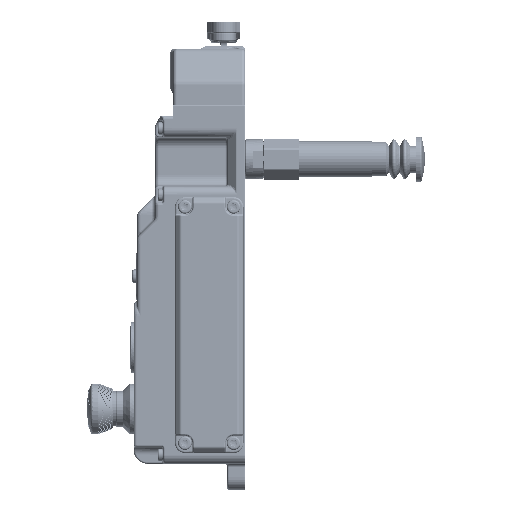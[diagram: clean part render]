
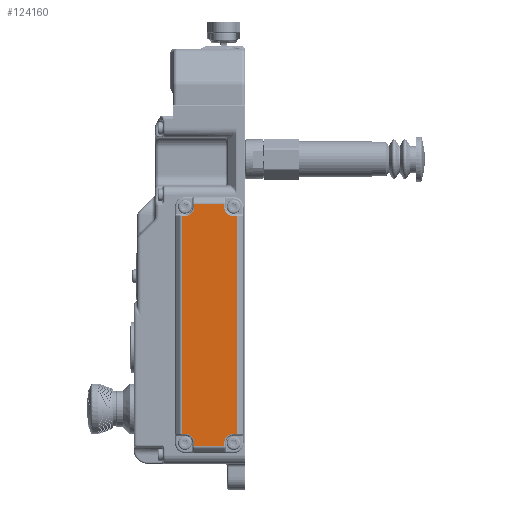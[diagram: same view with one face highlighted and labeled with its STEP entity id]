
A CAD part, left-side view. The second image highlights one B-rep face of the part: STEP entity #124160.
In plain terms, the highlighted face is planar.
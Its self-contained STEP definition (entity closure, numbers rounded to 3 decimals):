
#191 = DIRECTION ( 'NONE',  ( 0., 0., 1. ) ) ;
#900 = EDGE_CURVE ( 'NONE', #57967, #107902, #93195, .T. ) ;
#1221 = ORIENTED_EDGE ( 'NONE', *, *, #108992, .T. ) ;
#1540 = DIRECTION ( 'NONE',  ( 0., 0., 1. ) ) ;
#2104 = CARTESIAN_POINT ( 'NONE',  ( 57.5, 38.253, -2.7 ) ) ;
#2275 = AXIS2_PLACEMENT_3D ( 'NONE', #124273, #31870, #67968 ) ;
#2420 = CARTESIAN_POINT ( 'NONE',  ( 57.5, -92.747, -26.172 ) ) ;
#4238 = CARTESIAN_POINT ( 'NONE',  ( 57.5, 39.924, -19.3 ) ) ;
#5540 = EDGE_CURVE ( 'NONE', #88890, #14653, #140694, .T. ) ;
#7569 = AXIS2_PLACEMENT_3D ( 'NONE', #29523, #52127, #134650 ) ;
#9686 = CARTESIAN_POINT ( 'NONE',  ( 57.5, -94.419, -2.7 ) ) ;
#11309 = CARTESIAN_POINT ( 'NONE',  ( 57.5, -87.547, -24.5 ) ) ;
#11375 = VECTOR ( 'NONE', #83627, 1000. ) ;
#13269 = DIRECTION ( 'NONE',  ( 0., -1., 0. ) ) ;
#13368 = CARTESIAN_POINT ( 'NONE',  ( 57.5, -94.419, -19.3 ) ) ;
#14653 = VERTEX_POINT ( 'NONE', #143154 ) ;
#14664 = AXIS2_PLACEMENT_3D ( 'NONE', #99052, #144821, #42700 ) ;
#16231 = LINE ( 'NONE', #62153, #141466 ) ;
#16396 = LINE ( 'NONE', #25483, #148626 ) ;
#17936 = PLANE ( 'NONE',  #47274 ) ;
#18011 = CARTESIAN_POINT ( 'NONE',  ( 57.5, -87.547, 4.172 ) ) ;
#18366 = LINE ( 'NONE', #52264, #101800 ) ;
#18932 = EDGE_CURVE ( 'NONE', #38795, #57967, #38735, .T. ) ;
#19208 = EDGE_CURVE ( 'NONE', #19447, #123957, #26784, .T. ) ;
#19447 = VERTEX_POINT ( 'NONE', #2104 ) ;
#22587 = CARTESIAN_POINT ( 'NONE',  ( 57.5, -92.747, 2.5 ) ) ;
#25449 = VERTEX_POINT ( 'NONE', #110310 ) ;
#25483 = CARTESIAN_POINT ( 'NONE',  ( 57.5, 39.924, -24.5 ) ) ;
#25742 = VECTOR ( 'NONE', #191, 1000. ) ;
#26784 = CIRCLE ( 'NONE', #7569, 5.2 ) ;
#28041 = EDGE_CURVE ( 'NONE', #115239, #143339, #18366, .T. ) ;
#28838 = VECTOR ( 'NONE', #83150, 1000. ) ;
#29523 = CARTESIAN_POINT ( 'NONE',  ( 57.5, 38.253, 2.5 ) ) ;
#29610 = VECTOR ( 'NONE', #13269, 1000. ) ;
#30719 = CARTESIAN_POINT ( 'NONE',  ( 57.5, -92.747, -2.7 ) ) ;
#30865 = CARTESIAN_POINT ( 'NONE',  ( 57.5, -92.747, -19.3 ) ) ;
#31191 = CARTESIAN_POINT ( 'NONE',  ( 57.5, 39.924, -19.3 ) ) ;
#31645 = ORIENTED_EDGE ( 'NONE', *, *, #76629, .T. ) ;
#31870 = DIRECTION ( 'NONE',  ( -1., 0., 0. ) ) ;
#32058 = ORIENTED_EDGE ( 'NONE', *, *, #43371, .T. ) ;
#32419 = ORIENTED_EDGE ( 'NONE', *, *, #900, .T. ) ;
#37943 = EDGE_CURVE ( 'NONE', #84060, #137483, #117662, .T. ) ;
#38498 = ORIENTED_EDGE ( 'NONE', *, *, #130912, .T. ) ;
#38735 = CIRCLE ( 'NONE', #14664, 5.2 ) ;
#38795 = VERTEX_POINT ( 'NONE', #143575 ) ;
#38863 = CARTESIAN_POINT ( 'NONE',  ( 57.5, 33.053, 4.172 ) ) ;
#40056 = VERTEX_POINT ( 'NONE', #30865 ) ;
#40137 = AXIS2_PLACEMENT_3D ( 'NONE', #22587, #103034, #1540 ) ;
#42700 = DIRECTION ( 'NONE',  ( 0., 0., 1. ) ) ;
#43371 = EDGE_CURVE ( 'NONE', #107902, #25449, #16396, .T. ) ;
#45613 = ORIENTED_EDGE ( 'NONE', *, *, #94031, .T. ) ;
#46671 = EDGE_CURVE ( 'NONE', #63401, #84060, #78746, .T. ) ;
#47274 = AXIS2_PLACEMENT_3D ( 'NONE', #86371, #142711, #74374 ) ;
#47925 = CIRCLE ( 'NONE', #2275, 5.2 ) ;
#49741 = CIRCLE ( 'NONE', #40137, 5.2 ) ;
#50245 = ORIENTED_EDGE ( 'NONE', *, *, #28041, .T. ) ;
#50862 = DIRECTION ( 'NONE',  ( 0., 1., 0. ) ) ;
#52127 = DIRECTION ( 'NONE',  ( -1., 0., 0. ) ) ;
#52264 = CARTESIAN_POINT ( 'NONE',  ( 57.5, -92.747, 4.172 ) ) ;
#52878 = VECTOR ( 'NONE', #105042, 1000. ) ;
#57967 = VERTEX_POINT ( 'NONE', #88093 ) ;
#58423 = DIRECTION ( 'NONE',  ( 0., 1., 0. ) ) ;
#59241 = LINE ( 'NONE', #38863, #52878 ) ;
#61197 = CARTESIAN_POINT ( 'NONE',  ( 57.5, 38.253, -2.7 ) ) ;
#62153 = CARTESIAN_POINT ( 'NONE',  ( 57.5, -87.547, 2.5 ) ) ;
#62299 = LINE ( 'NONE', #98300, #117403 ) ;
#62860 = EDGE_LOOP ( 'NONE', ( #31645, #45613, #125565, #118001, #119989, #32419, #32058, #148319, #128003, #1221, #50245, #68151, #98543, #112130, #71663, #38498 ) ) ;
#63401 = VERTEX_POINT ( 'NONE', #30719 ) ;
#65403 = VECTOR ( 'NONE', #104036, 1000. ) ;
#67968 = DIRECTION ( 'NONE',  ( 0., 0., 1. ) ) ;
#68151 = ORIENTED_EDGE ( 'NONE', *, *, #125873, .T. ) ;
#69675 = CARTESIAN_POINT ( 'NONE',  ( 57.5, -92.747, -19.3 ) ) ;
#70917 = CARTESIAN_POINT ( 'NONE',  ( 57.5, 33.053, -24.5 ) ) ;
#71663 = ORIENTED_EDGE ( 'NONE', *, *, #37943, .T. ) ;
#73669 = FACE_OUTER_BOUND ( 'NONE', #62860, .T. ) ;
#74374 = DIRECTION ( 'NONE',  ( 0., 0., 1. ) ) ;
#76629 = EDGE_CURVE ( 'NONE', #40056, #79761, #47925, .T. ) ;
#78746 = LINE ( 'NONE', #109587, #29610 ) ;
#79761 = VERTEX_POINT ( 'NONE', #11309 ) ;
#82166 = LINE ( 'NONE', #70917, #25742 ) ;
#83150 = DIRECTION ( 'NONE',  ( 0., 0., -1. ) ) ;
#83368 = DIRECTION ( 'NONE',  ( 0., 0., -1. ) ) ;
#83627 = DIRECTION ( 'NONE',  ( 0., 1., 0. ) ) ;
#84060 = VERTEX_POINT ( 'NONE', #9686 ) ;
#86371 = CARTESIAN_POINT ( 'NONE',  ( 57.5, -92.747, -24.5 ) ) ;
#86944 = VECTOR ( 'NONE', #50862, 1000. ) ;
#88093 = CARTESIAN_POINT ( 'NONE',  ( 57.5, 38.253, -19.3 ) ) ;
#88890 = VERTEX_POINT ( 'NONE', #137706 ) ;
#93195 = LINE ( 'NONE', #4238, #86944 ) ;
#94031 = EDGE_CURVE ( 'NONE', #79761, #88890, #62299, .T. ) ;
#96634 = EDGE_CURVE ( 'NONE', #25449, #19447, #139271, .T. ) ;
#98084 = DIRECTION ( 'NONE',  ( 0., -1., 0. ) ) ;
#98300 = CARTESIAN_POINT ( 'NONE',  ( 57.5, -87.547, -26.172 ) ) ;
#98543 = ORIENTED_EDGE ( 'NONE', *, *, #104642, .T. ) ;
#99052 = CARTESIAN_POINT ( 'NONE',  ( 57.5, 38.253, -24.5 ) ) ;
#101800 = VECTOR ( 'NONE', #98084, 1000. ) ;
#102229 = EDGE_CURVE ( 'NONE', #14653, #38795, #82166, .T. ) ;
#103034 = DIRECTION ( 'NONE',  ( -1., 0., 0. ) ) ;
#104036 = DIRECTION ( 'NONE',  ( 0., -1., 0. ) ) ;
#104642 = EDGE_CURVE ( 'NONE', #114379, #63401, #49741, .T. ) ;
#105042 = DIRECTION ( 'NONE',  ( 0., 0., 1. ) ) ;
#107303 = CARTESIAN_POINT ( 'NONE',  ( 57.5, -87.547, 2.5 ) ) ;
#107902 = VERTEX_POINT ( 'NONE', #31191 ) ;
#108992 = EDGE_CURVE ( 'NONE', #123957, #115239, #59241, .T. ) ;
#109587 = CARTESIAN_POINT ( 'NONE',  ( 57.5, -94.419, -2.7 ) ) ;
#110310 = CARTESIAN_POINT ( 'NONE',  ( 57.5, 39.924, -2.7 ) ) ;
#112130 = ORIENTED_EDGE ( 'NONE', *, *, #46671, .T. ) ;
#114269 = CARTESIAN_POINT ( 'NONE',  ( 57.5, 33.053, 2.5 ) ) ;
#114379 = VERTEX_POINT ( 'NONE', #107303 ) ;
#115239 = VERTEX_POINT ( 'NONE', #129139 ) ;
#115474 = LINE ( 'NONE', #69675, #120953 ) ;
#117403 = VECTOR ( 'NONE', #83368, 1000. ) ;
#117662 = LINE ( 'NONE', #140194, #28838 ) ;
#118001 = ORIENTED_EDGE ( 'NONE', *, *, #102229, .T. ) ;
#118659 = DIRECTION ( 'NONE',  ( 0., 0., 1. ) ) ;
#119989 = ORIENTED_EDGE ( 'NONE', *, *, #18932, .T. ) ;
#120953 = VECTOR ( 'NONE', #58423, 1000. ) ;
#123957 = VERTEX_POINT ( 'NONE', #114269 ) ;
#124160 = ADVANCED_FACE ( 'NONE', ( #73669 ), #17936, .T. ) ;
#124273 = CARTESIAN_POINT ( 'NONE',  ( 57.5, -92.747, -24.5 ) ) ;
#125565 = ORIENTED_EDGE ( 'NONE', *, *, #5540, .T. ) ;
#125873 = EDGE_CURVE ( 'NONE', #143339, #114379, #16231, .T. ) ;
#128003 = ORIENTED_EDGE ( 'NONE', *, *, #19208, .T. ) ;
#129139 = CARTESIAN_POINT ( 'NONE',  ( 57.5, 33.053, 4.172 ) ) ;
#130912 = EDGE_CURVE ( 'NONE', #137483, #40056, #115474, .T. ) ;
#134650 = DIRECTION ( 'NONE',  ( 0., 0., 1. ) ) ;
#137483 = VERTEX_POINT ( 'NONE', #13368 ) ;
#137706 = CARTESIAN_POINT ( 'NONE',  ( 57.5, -87.547, -26.172 ) ) ;
#139271 = LINE ( 'NONE', #61197, #65403 ) ;
#140194 = CARTESIAN_POINT ( 'NONE',  ( 57.5, -94.419, -24.5 ) ) ;
#140694 = LINE ( 'NONE', #2420, #11375 ) ;
#141466 = VECTOR ( 'NONE', #143907, 1000. ) ;
#142711 = DIRECTION ( 'NONE',  ( 1., 0., 0. ) ) ;
#143154 = CARTESIAN_POINT ( 'NONE',  ( 57.5, 33.053, -26.172 ) ) ;
#143339 = VERTEX_POINT ( 'NONE', #18011 ) ;
#143575 = CARTESIAN_POINT ( 'NONE',  ( 57.5, 33.053, -24.5 ) ) ;
#143907 = DIRECTION ( 'NONE',  ( 0., 0., -1. ) ) ;
#144821 = DIRECTION ( 'NONE',  ( -1., 0., 0. ) ) ;
#148319 = ORIENTED_EDGE ( 'NONE', *, *, #96634, .T. ) ;
#148626 = VECTOR ( 'NONE', #118659, 1000. ) ;
